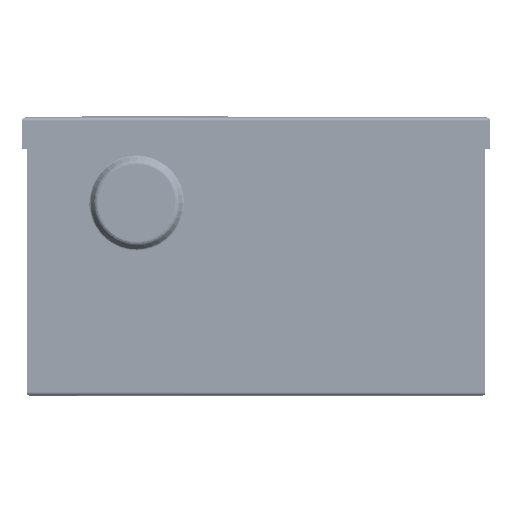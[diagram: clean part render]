
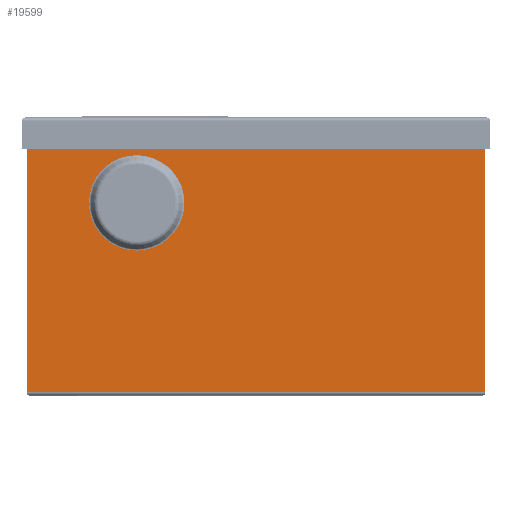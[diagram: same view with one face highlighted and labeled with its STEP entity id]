
A CAD part, front view. The second image highlights one B-rep face of the part: STEP entity #19599.
In plain terms, the highlighted planar face has unit normal (0, -1, 0).
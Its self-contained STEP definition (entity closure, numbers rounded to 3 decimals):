
#278=DIRECTION('',(1.,0.,0.));
#279=VECTOR('',#278,250.);
#280=CARTESIAN_POINT('',(-125.,-372.5,1.8));
#281=LINE('',#280,#279);
#6357=DIRECTION('',(-1.,0.,0.));
#6358=VECTOR('',#6357,248.4);
#6359=CARTESIAN_POINT('',(124.2,-372.5,148.2));
#6360=LINE('',#6359,#6358);
#6365=DIRECTION('',(1.,0.,0.));
#6366=VECTOR('',#6365,0.8);
#6367=CARTESIAN_POINT('',(124.2,-372.5,148.2));
#6368=LINE('',#6367,#6366);
#6369=DIRECTION('',(0.,0.,-1.));
#6370=VECTOR('',#6369,146.4);
#6371=CARTESIAN_POINT('',(125.,-372.5,148.2));
#6372=LINE('',#6371,#6370);
#6373=CARTESIAN_POINT('',(-65.,-372.5,105.));
#6374=DIRECTION('',(0.,-1.,0.));
#6375=DIRECTION('',(-1.,0.,-0.006));
#6376=AXIS2_PLACEMENT_3D('',#6373,#6374,#6375);
#6378=CARTESIAN_POINT('',(-65.,-372.5,105.));
#6379=DIRECTION('',(0.,-1.,0.));
#6380=DIRECTION('',(1.,0.,0.006));
#6381=AXIS2_PLACEMENT_3D('',#6378,#6379,#6380);
#6383=DIRECTION('',(0.,0.,-1.));
#6384=VECTOR('',#6383,146.4);
#6385=CARTESIAN_POINT('',(-125.,-372.5,148.2));
#6386=LINE('',#6385,#6384);
#6387=DIRECTION('',(-1.,0.,0.));
#6388=VECTOR('',#6387,0.8);
#6389=CARTESIAN_POINT('',(-124.2,-372.5,148.2));
#6390=LINE('',#6389,#6388);
#7891=CARTESIAN_POINT('',(-91.,-372.5,104.851));
#7892=CARTESIAN_POINT('',(-91.,-372.5,104.866));
#7893=CARTESIAN_POINT('',(-91.,-372.5,104.9));
#7894=CARTESIAN_POINT('',(-91.,-372.5,104.95));
#7895=CARTESIAN_POINT('',(-91.,-372.5,104.983));
#7896=CARTESIAN_POINT('',(-91.,-372.5,105.));
#7913=CARTESIAN_POINT('',(-39.,-372.5,105.149));
#7914=CARTESIAN_POINT('',(-39.,-372.5,105.134));
#7915=CARTESIAN_POINT('',(-39.,-372.5,105.1));
#7916=CARTESIAN_POINT('',(-39.,-372.5,105.05));
#7917=CARTESIAN_POINT('',(-39.,-372.5,105.017));
#7918=CARTESIAN_POINT('',(-39.,-372.5,105.));
#14873=CARTESIAN_POINT('',(-125.,-372.5,1.8));
#14874=VERTEX_POINT('',#14873);
#14972=CARTESIAN_POINT('',(124.2,-372.5,148.2));
#14973=CARTESIAN_POINT('',(-124.2,-372.5,148.2));
#14974=VERTEX_POINT('',#14972);
#14975=VERTEX_POINT('',#14973);
#14976=CARTESIAN_POINT('',(125.,-372.5,1.8));
#14977=VERTEX_POINT('',#14976);
#14978=CARTESIAN_POINT('',(-125.,-372.5,148.2));
#14979=VERTEX_POINT('',#14978);
#14980=CARTESIAN_POINT('',(125.,-372.5,148.2));
#14981=VERTEX_POINT('',#14980);
#14982=CARTESIAN_POINT('',(-91.,-372.5,104.852));
#14983=CARTESIAN_POINT('',(-39.,-372.5,104.999));
#14984=VERTEX_POINT('',#14982);
#14985=VERTEX_POINT('',#14983);
#14986=VERTEX_POINT('',#7896);
#14987=CARTESIAN_POINT('',(-39.,-372.5,105.148));
#14988=VERTEX_POINT('',#14987);
#19572=CARTESIAN_POINT('',(125.,-372.5,0.));
#19573=DIRECTION('',(0.,1.,0.));
#19574=DIRECTION('',(-1.,0.,0.));
#19575=AXIS2_PLACEMENT_3D('',#19572,#19573,#19574);
#19576=PLANE('',#19575);
#19577=ORIENTED_EDGE('',*,*,#15667,.F.);
#19579=ORIENTED_EDGE('',*,*,#19578,.F.);
#19581=ORIENTED_EDGE('',*,*,#19580,.F.);
#19582=ORIENTED_EDGE('',*,*,#19562,.F.);
#19584=ORIENTED_EDGE('',*,*,#19583,.T.);
#19586=ORIENTED_EDGE('',*,*,#19585,.T.);
#19587=EDGE_LOOP('',(#19577,#19579,#19581,#19582,#19584,#19586));
#19588=FACE_OUTER_BOUND('',#19587,.F.);
#19590=ORIENTED_EDGE('',*,*,#19589,.F.);
#19592=ORIENTED_EDGE('',*,*,#19591,.T.);
#19594=ORIENTED_EDGE('',*,*,#19593,.F.);
#19596=ORIENTED_EDGE('',*,*,#19595,.T.);
#19597=EDGE_LOOP('',(#19590,#19592,#19594,#19596));
#19598=FACE_BOUND('',#19597,.F.);
#19599=ADVANCED_FACE('',(#19588,#19598),#19576,.F.);
#6377=CIRCLE('',#6376,26.);
#6382=CIRCLE('',#6381,26.);
#7897=B_SPLINE_CURVE_WITH_KNOTS('',3,(#7891,#7892,#7893,#7894,#7895,#7896),
.UNSPECIFIED.,.F.,.F.,(4,1,1,4),(0.,0.333,0.667,1.),
.UNSPECIFIED.);
#7919=B_SPLINE_CURVE_WITH_KNOTS('',3,(#7913,#7914,#7915,#7916,#7917,#7918),
.UNSPECIFIED.,.F.,.F.,(4,1,1,4),(0.,0.333,0.667,1.),
.UNSPECIFIED.);
#15667=EDGE_CURVE('',#14874,#14977,#281,.T.);
#19562=EDGE_CURVE('',#14974,#14975,#6360,.T.);
#19578=EDGE_CURVE('',#14979,#14874,#6386,.T.);
#19580=EDGE_CURVE('',#14975,#14979,#6390,.T.);
#19583=EDGE_CURVE('',#14974,#14981,#6368,.T.);
#19585=EDGE_CURVE('',#14981,#14977,#6372,.T.);
#19589=EDGE_CURVE('',#14984,#14986,#7897,.T.);
#19591=EDGE_CURVE('',#14984,#14985,#6377,.T.);
#19593=EDGE_CURVE('',#14988,#14985,#7919,.T.);
#19595=EDGE_CURVE('',#14988,#14986,#6382,.T.);
